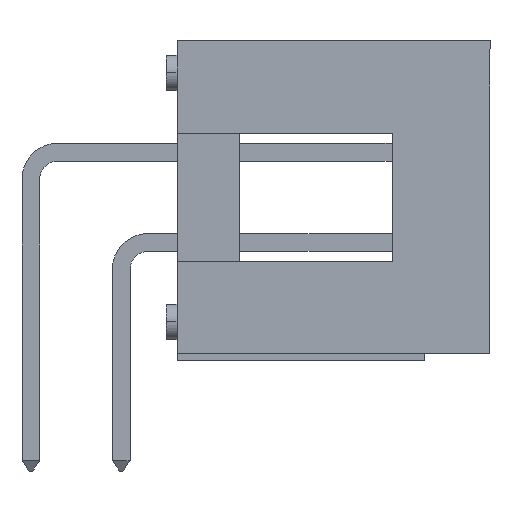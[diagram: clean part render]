
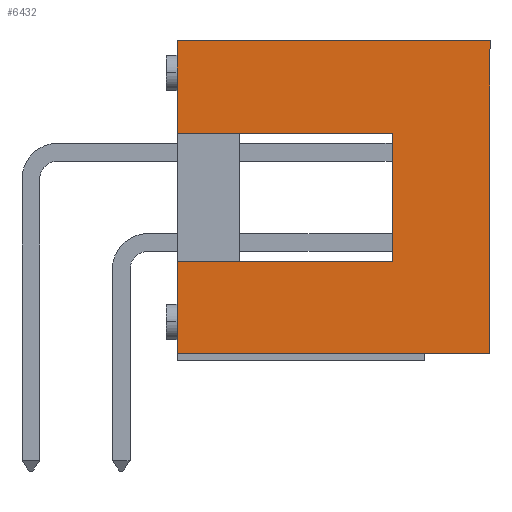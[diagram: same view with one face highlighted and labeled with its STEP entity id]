
A CAD part, left-side view. The second image highlights one B-rep face of the part: STEP entity #6432.
In plain terms, the highlighted planar face has unit normal (-1, 0, 0).
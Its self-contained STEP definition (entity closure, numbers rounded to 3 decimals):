
#1174 = CARTESIAN_POINT ( 'NONE',  ( -24.16, 0.05, 0. ) ) ;
#1733 = CARTESIAN_POINT ( 'NONE',  ( -24.16, -8.75, 0. ) ) ;
#1832 = CARTESIAN_POINT ( 'NONE',  ( -24.16, -6., 0. ) ) ;
#2444 = CARTESIAN_POINT ( 'NONE',  ( -24.16, 0.05, 0. ) ) ;
#2824 = LINE ( 'NONE', #2444, #26667 ) ;
#3254 = VECTOR ( 'NONE', #20274, 1000. ) ;
#3307 = LINE ( 'NONE', #25197, #7741 ) ;
#3895 = CARTESIAN_POINT ( 'NONE',  ( -24.16, -5.7, -0.95 ) ) ;
#4086 = ORIENTED_EDGE ( 'NONE', *, *, #33159, .T. ) ;
#4890 = VERTEX_POINT ( 'NONE', #32274 ) ;
#4940 = VERTEX_POINT ( 'NONE', #35312 ) ;
#5571 = DIRECTION ( 'NONE',  ( 0., 0., -1. ) ) ;
#5883 = LINE ( 'NONE', #31003, #25267 ) ;
#6234 = DIRECTION ( 'NONE',  ( 0., 1., 0. ) ) ;
#6432 = ADVANCED_FACE ( 'NONE', ( #33023 ), #16401, .F. ) ;
#7037 = VERTEX_POINT ( 'NONE', #31485 ) ;
#7741 = VECTOR ( 'NONE', #16479, 1000. ) ;
#7828 = VECTOR ( 'NONE', #6234, 1000. ) ;
#9715 = DIRECTION ( 'NONE',  ( 0., 0., -1. ) ) ;
#10958 = EDGE_CURVE ( 'NONE', #4890, #34368, #33312, .T. ) ;
#10977 = EDGE_CURVE ( 'NONE', #11676, #7037, #33845, .T. ) ;
#11676 = VERTEX_POINT ( 'NONE', #22033 ) ;
#12072 = EDGE_CURVE ( 'NONE', #33066, #4940, #25804, .T. ) ;
#13636 = EDGE_CURVE ( 'NONE', #25035, #7037, #26004, .T. ) ;
#15781 = ORIENTED_EDGE ( 'NONE', *, *, #10977, .F. ) ;
#15785 = ORIENTED_EDGE ( 'NONE', *, *, #13636, .T. ) ;
#16401 = PLANE ( 'NONE',  #21976 ) ;
#16479 = DIRECTION ( 'NONE',  ( 0., -1., 0. ) ) ;
#17482 = VECTOR ( 'NONE', #17994, 1000. ) ;
#17994 = DIRECTION ( 'NONE',  ( 0., 0., 1. ) ) ;
#18257 = ORIENTED_EDGE ( 'NONE', *, *, #19096, .F. ) ;
#19096 = EDGE_CURVE ( 'NONE', #22205, #4890, #34525, .T. ) ;
#19147 = CARTESIAN_POINT ( 'NONE',  ( -24.16, -5.7, 0. ) ) ;
#19907 = CARTESIAN_POINT ( 'NONE',  ( -24.16, 0.05, -0.95 ) ) ;
#20244 = EDGE_CURVE ( 'NONE', #22205, #33066, #5883, .T. ) ;
#20274 = DIRECTION ( 'NONE',  ( 0., 0., 1. ) ) ;
#20427 = CARTESIAN_POINT ( 'NONE',  ( -24.16, -6., -4.55 ) ) ;
#21976 = AXIS2_PLACEMENT_3D ( 'NONE', #19147, #33190, #5571 ) ;
#22033 = CARTESIAN_POINT ( 'NONE',  ( -24.16, 0.05, 1.65 ) ) ;
#22205 = VERTEX_POINT ( 'NONE', #20427 ) ;
#22418 = CARTESIAN_POINT ( 'NONE',  ( -24.16, -8.75, -7.15 ) ) ;
#22797 = EDGE_CURVE ( 'NONE', #4940, #25035, #3307, .T. ) ;
#23418 = EDGE_LOOP ( 'NONE', ( #18257, #24771, #31433, #30721, #15785, #15781, #4086, #27959 ) ) ;
#24771 = ORIENTED_EDGE ( 'NONE', *, *, #20244, .T. ) ;
#25035 = VERTEX_POINT ( 'NONE', #22418 ) ;
#25197 = CARTESIAN_POINT ( 'NONE',  ( -24.16, -5.7, -7.15 ) ) ;
#25267 = VECTOR ( 'NONE', #28321, 1000. ) ;
#25804 = LINE ( 'NONE', #1174, #27031 ) ;
#26004 = LINE ( 'NONE', #1733, #17482 ) ;
#26348 = CARTESIAN_POINT ( 'NONE',  ( -24.16, 0.05, -4.55 ) ) ;
#26667 = VECTOR ( 'NONE', #27080, 1000. ) ;
#27031 = VECTOR ( 'NONE', #9715, 1000. ) ;
#27080 = DIRECTION ( 'NONE',  ( 0., 0., -1. ) ) ;
#27959 = ORIENTED_EDGE ( 'NONE', *, *, #10958, .F. ) ;
#28042 = VECTOR ( 'NONE', #34029, 1000. ) ;
#28321 = DIRECTION ( 'NONE',  ( 0., 1., 0. ) ) ;
#30721 = ORIENTED_EDGE ( 'NONE', *, *, #22797, .T. ) ;
#30962 = CARTESIAN_POINT ( 'NONE',  ( -24.16, 0., 1.65 ) ) ;
#31003 = CARTESIAN_POINT ( 'NONE',  ( -24.16, -4., -4.55 ) ) ;
#31433 = ORIENTED_EDGE ( 'NONE', *, *, #12072, .T. ) ;
#31485 = CARTESIAN_POINT ( 'NONE',  ( -24.16, -8.75, 1.65 ) ) ;
#32274 = CARTESIAN_POINT ( 'NONE',  ( -24.16, -6., -0.95 ) ) ;
#33023 = FACE_OUTER_BOUND ( 'NONE', #23418, .T. ) ;
#33066 = VERTEX_POINT ( 'NONE', #26348 ) ;
#33159 = EDGE_CURVE ( 'NONE', #11676, #34368, #2824, .T. ) ;
#33190 = DIRECTION ( 'NONE',  ( 1., 0., 0. ) ) ;
#33312 = LINE ( 'NONE', #3895, #7828 ) ;
#33845 = LINE ( 'NONE', #30962, #28042 ) ;
#34029 = DIRECTION ( 'NONE',  ( 0., -1., 0. ) ) ;
#34368 = VERTEX_POINT ( 'NONE', #19907 ) ;
#34525 = LINE ( 'NONE', #1832, #3254 ) ;
#35312 = CARTESIAN_POINT ( 'NONE',  ( -24.16, 0.05, -7.15 ) ) ;
